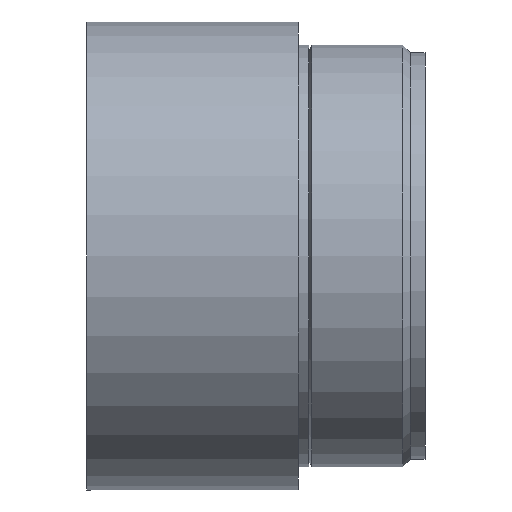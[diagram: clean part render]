
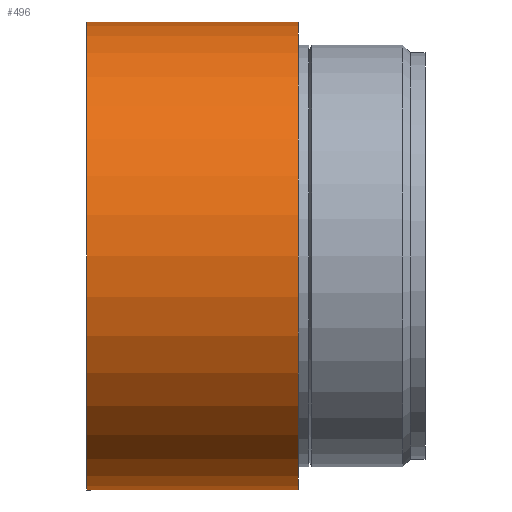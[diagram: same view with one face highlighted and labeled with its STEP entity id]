
A CAD part, front view. The second image highlights one B-rep face of the part: STEP entity #496.
In plain terms, the highlighted cylindrical face has radius 56.261 mm (diameter 112.522 mm), a partial arc.
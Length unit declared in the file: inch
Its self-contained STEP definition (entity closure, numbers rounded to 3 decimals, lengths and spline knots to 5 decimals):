
#12 = EDGE_CURVE ( 'NONE', #1212, #798, #601, .T. ) ;
#98 = DIRECTION ( 'NONE',  ( 0., 0., -1. ) ) ;
#114 = ORIENTED_EDGE ( 'NONE', *, *, #239, .F. ) ;
#139 = CYLINDRICAL_SURFACE ( 'NONE', #686, 2.215 ) ;
#219 = DIRECTION ( 'NONE',  ( 0., 0., 1. ) ) ;
#227 = CARTESIAN_POINT ( 'NONE',  ( 0., 0., 0. ) ) ;
#239 = EDGE_CURVE ( 'NONE', #1212, #628, #308, .T. ) ;
#281 = CARTESIAN_POINT ( 'NONE',  ( 0., 0., 2.215 ) ) ;
#289 = EDGE_CURVE ( 'NONE', #628, #509, #1046, .T. ) ;
#295 = DIRECTION ( 'NONE',  ( 1., 0., 0. ) ) ;
#308 = CIRCLE ( 'NONE', #1065, 2.215 ) ;
#316 = EDGE_CURVE ( 'NONE', #509, #798, #514, .T. ) ;
#363 = DIRECTION ( 'NONE',  ( -1., 0., 0. ) ) ;
#377 = EDGE_LOOP ( 'NONE', ( #939, #114, #1226, #1164 ) ) ;
#428 = CARTESIAN_POINT ( 'NONE',  ( -3.18504, 0., 0. ) ) ;
#496 = ADVANCED_FACE ( 'NONE', ( #719 ), #139, .T. ) ;
#509 = VERTEX_POINT ( 'NONE', #903 ) ;
#514 = CIRCLE ( 'NONE', #944, 2.215 ) ;
#550 = CARTESIAN_POINT ( 'NONE',  ( 2., 0., -2.215 ) ) ;
#601 = LINE ( 'NONE', #973, #940 ) ;
#628 = VERTEX_POINT ( 'NONE', #550 ) ;
#686 = AXIS2_PLACEMENT_3D ( 'NONE', #428, #889, #876 ) ;
#719 = FACE_OUTER_BOUND ( 'NONE', #377, .T. ) ;
#732 = VECTOR ( 'NONE', #1137, 39.37008 ) ;
#760 = CARTESIAN_POINT ( 'NONE',  ( -3.18504, 0., -2.215 ) ) ;
#787 = DIRECTION ( 'NONE',  ( -1., 0., 0. ) ) ;
#798 = VERTEX_POINT ( 'NONE', #281 ) ;
#866 = CARTESIAN_POINT ( 'NONE',  ( 2., 0., 0. ) ) ;
#876 = DIRECTION ( 'NONE',  ( 0., 0., 1. ) ) ;
#889 = DIRECTION ( 'NONE',  ( -1., 0., 0. ) ) ;
#903 = CARTESIAN_POINT ( 'NONE',  ( 0., 0., -2.215 ) ) ;
#939 = ORIENTED_EDGE ( 'NONE', *, *, #289, .F. ) ;
#940 = VECTOR ( 'NONE', #363, 39.37008 ) ;
#944 = AXIS2_PLACEMENT_3D ( 'NONE', #227, #787, #219 ) ;
#973 = CARTESIAN_POINT ( 'NONE',  ( -3.18504, 0., 2.215 ) ) ;
#1013 = CARTESIAN_POINT ( 'NONE',  ( 2., 0., 2.215 ) ) ;
#1046 = LINE ( 'NONE', #760, #732 ) ;
#1065 = AXIS2_PLACEMENT_3D ( 'NONE', #866, #295, #98 ) ;
#1137 = DIRECTION ( 'NONE',  ( -1., 0., 0. ) ) ;
#1164 = ORIENTED_EDGE ( 'NONE', *, *, #316, .F. ) ;
#1212 = VERTEX_POINT ( 'NONE', #1013 ) ;
#1226 = ORIENTED_EDGE ( 'NONE', *, *, #12, .T. ) ;
